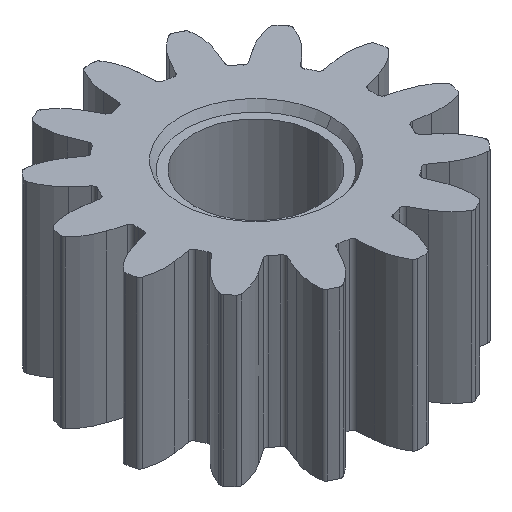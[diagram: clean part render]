
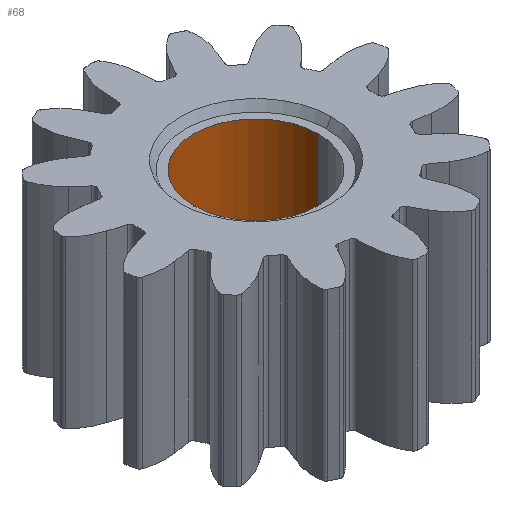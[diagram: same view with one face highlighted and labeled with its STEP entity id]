
A CAD part, isometric view. The second image highlights one B-rep face of the part: STEP entity #68.
In plain terms, the highlighted cylindrical face has radius 1.5 mm (diameter 3 mm), a partial arc.
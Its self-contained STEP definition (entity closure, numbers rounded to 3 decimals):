
#68 = ADVANCED_FACE ( 'NONE', ( #3409 ), #3420, .F. ) ;
#176 = EDGE_LOOP ( 'NONE', ( #332, #330, #331, #329 ) ) ;
#329 = ORIENTED_EDGE ( 'NONE', *, *, #3879, .T. ) ;
#330 = ORIENTED_EDGE ( 'NONE', *, *, #3878, .T. ) ;
#331 = ORIENTED_EDGE ( 'NONE', *, *, #3877, .T. ) ;
#332 = ORIENTED_EDGE ( 'NONE', *, *, #3874, .F. ) ;
#382 = VERTEX_POINT ( 'NONE', #592 ) ;
#592 = CARTESIAN_POINT ( 'NONE',  ( 1.5, 0., 3.8 ) ) ;
#818 = LINE ( 'NONE', #819, #3777 ) ;
#819 = CARTESIAN_POINT ( 'NONE',  ( -1.5, 0., 0. ) ) ;
#820 = DIRECTION ( 'NONE',  ( 0., 0., 1. ) ) ;
#826 = CARTESIAN_POINT ( 'NONE',  ( 0., 0., 0.2 ) ) ;
#827 = LINE ( 'NONE', #828, #3774 ) ;
#828 = CARTESIAN_POINT ( 'NONE',  ( 1.5, 0., 0. ) ) ;
#829 = DIRECTION ( 'NONE',  ( 0., 0., 1. ) ) ;
#830 = DIRECTION ( 'NONE',  ( 0., 0., -1. ) ) ;
#831 = DIRECTION ( 'NONE',  ( -1., 0., 0. ) ) ;
#832 = CARTESIAN_POINT ( 'NONE',  ( 0., 0., 3.8 ) ) ;
#833 = DIRECTION ( 'NONE',  ( 0., 0., 1. ) ) ;
#834 = DIRECTION ( 'NONE',  ( 1., 0., 0. ) ) ;
#2937 = CARTESIAN_POINT ( 'NONE',  ( 1.5, 0., 0.2 ) ) ;
#2938 = CARTESIAN_POINT ( 'NONE',  ( -1.5, 0., 0.2 ) ) ;
#2939 = CARTESIAN_POINT ( 'NONE',  ( -1.5, 0., 3.8 ) ) ;
#3409 = FACE_OUTER_BOUND ( 'NONE', #176, .T. ) ;
#3420 = CYLINDRICAL_SURFACE ( 'NONE', #3425, 1.5 ) ;
#3425 = AXIS2_PLACEMENT_3D ( 'NONE', #5595, #5596, #5597 ) ;
#3774 = VECTOR ( 'NONE', #829, 1000. ) ;
#3775 = AXIS2_PLACEMENT_3D ( 'NONE', #826, #830, #831 ) ;
#3776 = AXIS2_PLACEMENT_3D ( 'NONE', #832, #833, #834 ) ;
#3777 = VECTOR ( 'NONE', #820, 1000. ) ;
#3874 = EDGE_CURVE ( 'NONE', #4719, #4720, #818, .T. ) ;
#3877 = EDGE_CURVE ( 'NONE', #4718, #382, #827, .T. ) ;
#3878 = EDGE_CURVE ( 'NONE', #4719, #4718, #4429, .T. ) ;
#3879 = EDGE_CURVE ( 'NONE', #382, #4720, #4430, .T. ) ;
#4429 = CIRCLE ( 'NONE', #3775, 1.5 ) ;
#4430 = CIRCLE ( 'NONE', #3776, 1.5 ) ;
#4718 = VERTEX_POINT ( 'NONE', #2937 ) ;
#4719 = VERTEX_POINT ( 'NONE', #2938 ) ;
#4720 = VERTEX_POINT ( 'NONE', #2939 ) ;
#5595 = CARTESIAN_POINT ( 'NONE',  ( 0., 0., 0. ) ) ;
#5596 = DIRECTION ( 'NONE',  ( 0., 0., 1. ) ) ;
#5597 = DIRECTION ( 'NONE',  ( 1., 0., 0. ) ) ;
